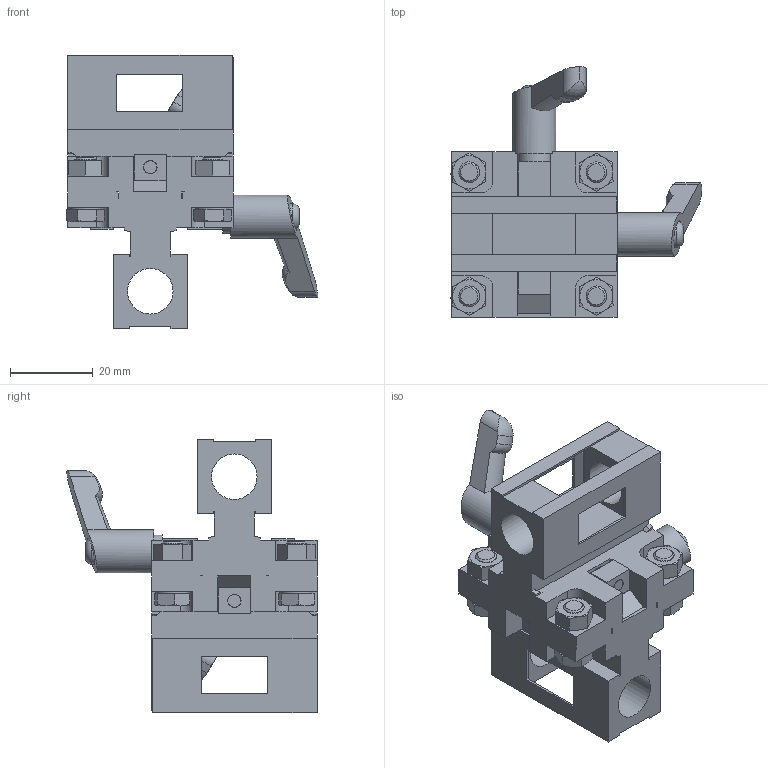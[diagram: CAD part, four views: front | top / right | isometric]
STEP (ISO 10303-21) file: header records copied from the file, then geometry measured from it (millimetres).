
FILE_DESCRIPTION(/* description */ ('Unknown'),/* implementation_level */ '2;1');
FILE_NAME(/* name */ 'A-0000180-Kreuzschlitten30-40x40',/* time_stamp */ '2020-04-02T16:53:42+02:00',/* author */ ('Unknown'),/* organization */ ('Unknown'),/* preprocessor_version */ 'ST-DEVELOPER v16.7',/* originating_system */ 'Solid Edge',/* authorisation */ 'Unknown');
FILE_SCHEMA (('AUTOMOTIVE_DESIGN {1 0 10303 214 3 1 1}'));
Length unit declared in the file: millimetre
Products named in the file (1): A-0000180-Kreuzschlitten30-40x40-dy
Bounding box: 60.8 x 60.48 x 66 mm (x, y, z)
Volume: 44424.8 mm3; surface area: 21031.3 mm2
Topology: 1 solids, 5 shells, 570 faces, 1540 edges, 986 vertices
Faces by surface type: plane 330, cylinder 118, cone 116, torus 6
Full cylindrical faces by diameter (mm): 3.242 x2, 4 x10, 4.5 x2, 5 x4, 6.3 x2, 6.5 x2, 7.99 x4, 8 x2, 10.5 x2, 11 x4
Entity records: 21421 total; most frequent: CARTESIAN_POINT 3839, ORIENTED_EDGE 2872, DIRECTION 2662, EDGE_CURVE 1436, VERTEX_POINT 944, AXIS2_PLACEMENT_3D 897, LINE 868, VECTOR 868
